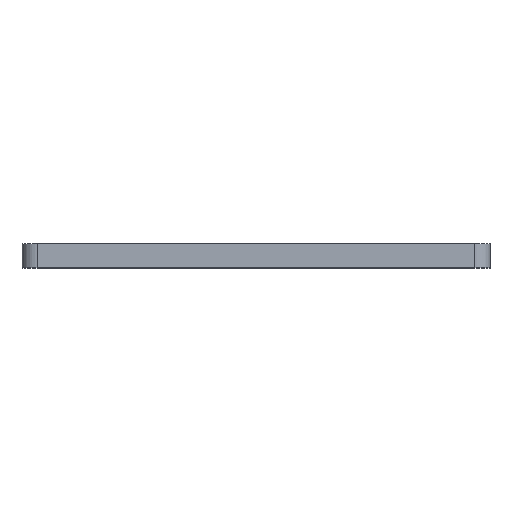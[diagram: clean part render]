
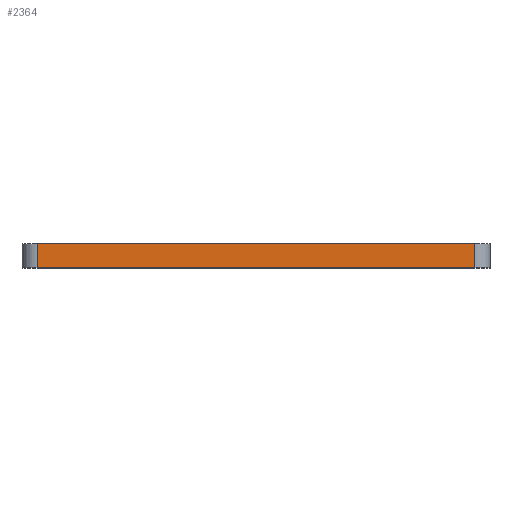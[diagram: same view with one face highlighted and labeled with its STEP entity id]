
A CAD part, top view. The second image highlights one B-rep face of the part: STEP entity #2364.
In plain terms, the highlighted planar face has unit normal (0, 0, 1).
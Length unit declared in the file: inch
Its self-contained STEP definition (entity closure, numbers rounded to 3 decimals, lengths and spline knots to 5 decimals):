
#156 = LINE ( 'NONE', #1923, #1351 ) ;
#308 = EDGE_CURVE ( 'NONE', #2031, #1733, #1835, .T. ) ;
#322 = AXIS2_PLACEMENT_3D ( 'NONE', #1779, #1037, #2317 ) ;
#326 = EDGE_CURVE ( 'NONE', #1733, #2324, #156, .T. ) ;
#348 = EDGE_CURVE ( 'NONE', #1435, #2324, #1772, .T. ) ;
#349 = ORIENTED_EDGE ( 'NONE', *, *, #348, .F. ) ;
#370 = DIRECTION ( 'NONE',  ( 1., 0., 0. ) ) ;
#373 = FACE_OUTER_BOUND ( 'NONE', #1561, .T. ) ;
#406 = EDGE_CURVE ( 'NONE', #1435, #2031, #1557, .T. ) ;
#407 = CARTESIAN_POINT ( 'NONE',  ( -2.2745, 0., 2.4335 ) ) ;
#418 = VECTOR ( 'NONE', #854, 39.37008 ) ;
#478 = CARTESIAN_POINT ( 'NONE',  ( -2.2745, -0.25, 2.4335 ) ) ;
#632 = ORIENTED_EDGE ( 'NONE', *, *, #308, .T. ) ;
#633 = CARTESIAN_POINT ( 'NONE',  ( 2.2745, -0.25, 2.4335 ) ) ;
#798 = DIRECTION ( 'NONE',  ( 0., 1., 0. ) ) ;
#838 = PLANE ( 'NONE',  #322 ) ;
#854 = DIRECTION ( 'NONE',  ( 0., -1., 0. ) ) ;
#1037 = DIRECTION ( 'NONE',  ( 0., 0., 1. ) ) ;
#1351 = VECTOR ( 'NONE', #798, 39.37008 ) ;
#1409 = CARTESIAN_POINT ( 'NONE',  ( 2.4335, 0., 2.4335 ) ) ;
#1435 = VERTEX_POINT ( 'NONE', #407 ) ;
#1455 = ORIENTED_EDGE ( 'NONE', *, *, #326, .T. ) ;
#1557 = LINE ( 'NONE', #2149, #418 ) ;
#1561 = EDGE_LOOP ( 'NONE', ( #632, #1455, #349, #2145 ) ) ;
#1663 = VECTOR ( 'NONE', #370, 39.37008 ) ;
#1733 = VERTEX_POINT ( 'NONE', #633 ) ;
#1770 = CARTESIAN_POINT ( 'NONE',  ( 2.2745, 0., 2.4335 ) ) ;
#1772 = LINE ( 'NONE', #1409, #1663 ) ;
#1779 = CARTESIAN_POINT ( 'NONE',  ( 2.4335, -0.25, 2.4335 ) ) ;
#1835 = LINE ( 'NONE', #2265, #2247 ) ;
#1923 = CARTESIAN_POINT ( 'NONE',  ( 2.2745, -0.25, 2.4335 ) ) ;
#2031 = VERTEX_POINT ( 'NONE', #478 ) ;
#2145 = ORIENTED_EDGE ( 'NONE', *, *, #406, .T. ) ;
#2149 = CARTESIAN_POINT ( 'NONE',  ( -2.2745, -0.25, 2.4335 ) ) ;
#2247 = VECTOR ( 'NONE', #2454, 39.37008 ) ;
#2265 = CARTESIAN_POINT ( 'NONE',  ( 2.4335, -0.25, 2.4335 ) ) ;
#2317 = DIRECTION ( 'NONE',  ( 1., 0., 0. ) ) ;
#2324 = VERTEX_POINT ( 'NONE', #1770 ) ;
#2364 = ADVANCED_FACE ( 'NONE', ( #373 ), #838, .T. ) ;
#2454 = DIRECTION ( 'NONE',  ( 1., 0., 0. ) ) ;
